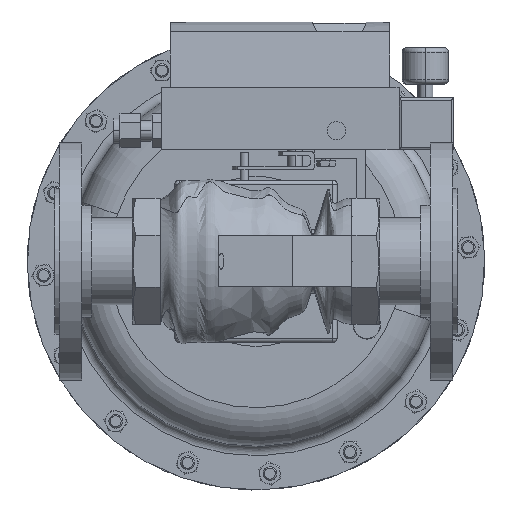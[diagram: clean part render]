
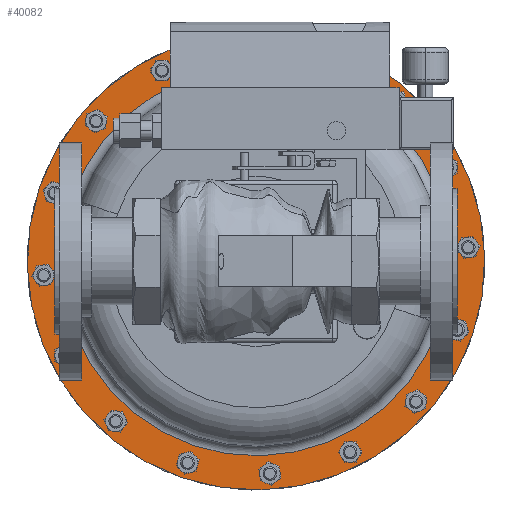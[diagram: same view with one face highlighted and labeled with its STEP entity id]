
A CAD part, front view. The second image highlights one B-rep face of the part: STEP entity #40082.
In plain terms, the highlighted planar face has unit normal (0, -1, 0).
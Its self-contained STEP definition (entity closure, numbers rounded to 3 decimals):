
#626 = CIRCLE ( 'NONE', #37264, 6.25 ) ;
#989 = EDGE_CURVE ( 'NONE', #44441, #5599, #43018, .T. ) ;
#1231 = EDGE_CURVE ( 'NONE', #24652, #49669, #626, .T. ) ;
#3260 = EDGE_LOOP ( 'NONE', ( #29577, #49740 ) ) ;
#4883 = CARTESIAN_POINT ( 'NONE',  ( 0., 10.485, 0. ) ) ;
#5599 = VERTEX_POINT ( 'NONE', #25649 ) ;
#5679 = AXIS2_PLACEMENT_3D ( 'NONE', #41394, #16654, #45502 ) ;
#8987 = DIRECTION ( 'NONE',  ( 0., -1., 0. ) ) ;
#9011 = DIRECTION ( 'NONE',  ( 0.947, 0., -0.321 ) ) ;
#10071 = DIRECTION ( 'NONE',  ( 0., 1., 0. ) ) ;
#11385 = CARTESIAN_POINT ( 'NONE',  ( 5.918, 10.485, -2.009 ) ) ;
#11659 = EDGE_LOOP ( 'NONE', ( #34075, #22566 ) ) ;
#16654 = DIRECTION ( 'NONE',  ( 0., 1., 0. ) ) ;
#17045 = CARTESIAN_POINT ( 'NONE',  ( -2.009, 10.485, -5.918 ) ) ;
#18028 = FACE_OUTER_BOUND ( 'NONE', #3260, .T. ) ;
#19496 = AXIS2_PLACEMENT_3D ( 'NONE', #17045, #8987, #37792 ) ;
#22566 = ORIENTED_EDGE ( 'NONE', *, *, #48715, .T. ) ;
#23679 = CARTESIAN_POINT ( 'NONE',  ( 0., 10.485, 0. ) ) ;
#24652 = VERTEX_POINT ( 'NONE', #27066 ) ;
#25649 = CARTESIAN_POINT ( 'NONE',  ( -5.033, 10.485, 1.708 ) ) ;
#27066 = CARTESIAN_POINT ( 'NONE',  ( -5.918, 10.485, 2.009 ) ) ;
#27827 = DIRECTION ( 'NONE',  ( 0.947, 0., -0.321 ) ) ;
#29577 = ORIENTED_EDGE ( 'NONE', *, *, #31126, .F. ) ;
#31126 = EDGE_CURVE ( 'NONE', #49669, #24652, #46376, .T. ) ;
#33654 = PLANE ( 'NONE',  #19496 ) ;
#33685 = DIRECTION ( 'NONE',  ( 0., 1., 0. ) ) ;
#34075 = ORIENTED_EDGE ( 'NONE', *, *, #989, .T. ) ;
#34696 = CARTESIAN_POINT ( 'NONE',  ( 0., 10.485, 0. ) ) ;
#37264 = AXIS2_PLACEMENT_3D ( 'NONE', #4883, #33685, #9011 ) ;
#37792 = DIRECTION ( 'NONE',  ( -0.947, 0., 0.321 ) ) ;
#38300 = AXIS2_PLACEMENT_3D ( 'NONE', #23679, #52542, #27827 ) ;
#38618 = CARTESIAN_POINT ( 'NONE',  ( 5.033, 10.485, -1.708 ) ) ;
#38861 = DIRECTION ( 'NONE',  ( 0.947, 0., -0.321 ) ) ;
#38920 = AXIS2_PLACEMENT_3D ( 'NONE', #34696, #10071, #38861 ) ;
#40082 = ADVANCED_FACE ( 'NONE', ( #50935, #18028 ), #33654, .T. ) ;
#41394 = CARTESIAN_POINT ( 'NONE',  ( 0., 10.485, 0. ) ) ;
#43018 = CIRCLE ( 'NONE', #38300, 5.315 ) ;
#43866 = CIRCLE ( 'NONE', #5679, 5.315 ) ;
#44441 = VERTEX_POINT ( 'NONE', #38618 ) ;
#45502 = DIRECTION ( 'NONE',  ( 0.947, 0., -0.321 ) ) ;
#46376 = CIRCLE ( 'NONE', #38920, 6.25 ) ;
#48715 = EDGE_CURVE ( 'NONE', #5599, #44441, #43866, .T. ) ;
#49669 = VERTEX_POINT ( 'NONE', #11385 ) ;
#49740 = ORIENTED_EDGE ( 'NONE', *, *, #1231, .F. ) ;
#50935 = FACE_BOUND ( 'NONE', #11659, .T. ) ;
#52542 = DIRECTION ( 'NONE',  ( 0., 1., 0. ) ) ;
